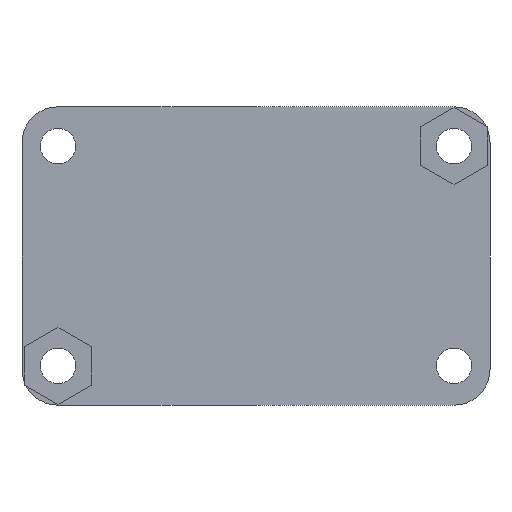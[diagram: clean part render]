
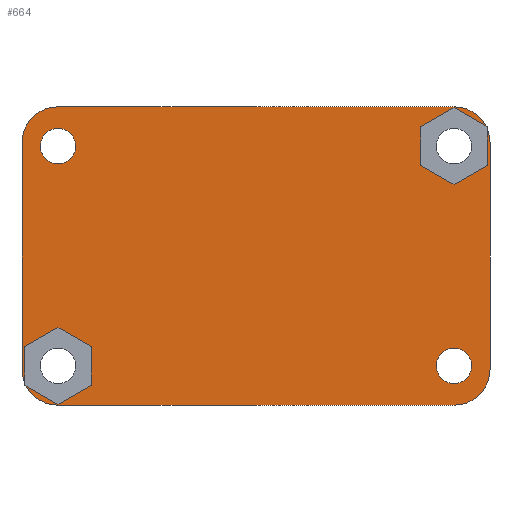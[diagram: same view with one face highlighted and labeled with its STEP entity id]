
A CAD part, front view. The second image highlights one B-rep face of the part: STEP entity #664.
In plain terms, the highlighted planar face has unit normal (0, -1, 0).
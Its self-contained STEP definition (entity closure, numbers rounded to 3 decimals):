
#16=FACE_BOUND('',#108,.T.);
#17=FACE_BOUND('',#109,.T.);
#18=FACE_BOUND('',#110,.T.);
#19=FACE_BOUND('',#111,.T.);
#30=CIRCLE('',#713,1.25);
#32=CIRCLE('',#716,1.25);
#34=CIRCLE('',#719,1.25);
#36=CIRCLE('',#722,1.25);
#38=CIRCLE('',#725,2.54);
#39=CIRCLE('',#728,2.54);
#40=CIRCLE('',#729,2.54);
#41=CIRCLE('',#730,2.54);
#70=FACE_OUTER_BOUND('',#107,.T.);
#107=EDGE_LOOP('',(#480,#481,#482,#483,#484,#485,#486,#487));
#108=EDGE_LOOP('',(#488));
#109=EDGE_LOOP('',(#489));
#110=EDGE_LOOP('',(#490));
#111=EDGE_LOOP('',(#491));
#164=LINE('',#1010,#234);
#167=LINE('',#1016,#237);
#168=LINE('',#1020,#238);
#169=LINE('',#1024,#239);
#234=VECTOR('',#825,10.);
#237=VECTOR('',#830,10.);
#238=VECTOR('',#833,10.);
#239=VECTOR('',#836,10.);
#295=VERTEX_POINT('',#978);
#297=VERTEX_POINT('',#984);
#299=VERTEX_POINT('',#990);
#301=VERTEX_POINT('',#996);
#304=VERTEX_POINT('',#1003);
#305=VERTEX_POINT('',#1005);
#306=VERTEX_POINT('',#1009);
#308=VERTEX_POINT('',#1015);
#309=VERTEX_POINT('',#1017);
#310=VERTEX_POINT('',#1019);
#311=VERTEX_POINT('',#1021);
#312=VERTEX_POINT('',#1023);
#360=EDGE_CURVE('',#295,#295,#30,.T.);
#363=EDGE_CURVE('',#297,#297,#32,.T.);
#366=EDGE_CURVE('',#299,#299,#34,.T.);
#369=EDGE_CURVE('',#301,#301,#36,.T.);
#372=EDGE_CURVE('',#304,#305,#38,.T.);
#374=EDGE_CURVE('',#306,#305,#164,.T.);
#377=EDGE_CURVE('',#304,#308,#167,.T.);
#378=EDGE_CURVE('',#309,#308,#39,.T.);
#379=EDGE_CURVE('',#309,#310,#168,.T.);
#380=EDGE_CURVE('',#311,#310,#40,.T.);
#381=EDGE_CURVE('',#311,#312,#169,.T.);
#382=EDGE_CURVE('',#306,#312,#41,.T.);
#480=ORIENTED_EDGE('',*,*,#372,.F.);
#481=ORIENTED_EDGE('',*,*,#377,.T.);
#482=ORIENTED_EDGE('',*,*,#378,.F.);
#483=ORIENTED_EDGE('',*,*,#379,.T.);
#484=ORIENTED_EDGE('',*,*,#380,.F.);
#485=ORIENTED_EDGE('',*,*,#381,.T.);
#486=ORIENTED_EDGE('',*,*,#382,.F.);
#487=ORIENTED_EDGE('',*,*,#374,.T.);
#488=ORIENTED_EDGE('',*,*,#360,.T.);
#489=ORIENTED_EDGE('',*,*,#363,.T.);
#490=ORIENTED_EDGE('',*,*,#366,.T.);
#491=ORIENTED_EDGE('',*,*,#369,.T.);
#622=PLANE('',#727);
#664=ADVANCED_FACE('',(#70,#16,#17,#18,#19),#622,.F.);
#713=AXIS2_PLACEMENT_3D('',#980,#792,#793);
#716=AXIS2_PLACEMENT_3D('',#986,#799,#800);
#719=AXIS2_PLACEMENT_3D('',#992,#806,#807);
#722=AXIS2_PLACEMENT_3D('',#998,#813,#814);
#725=AXIS2_PLACEMENT_3D('',#1006,#820,#821);
#727=AXIS2_PLACEMENT_3D('',#1014,#828,#829);
#728=AXIS2_PLACEMENT_3D('',#1018,#831,#832);
#729=AXIS2_PLACEMENT_3D('',#1022,#834,#835);
#730=AXIS2_PLACEMENT_3D('',#1025,#837,#838);
#792=DIRECTION('center_axis',(0.,1.,0.));
#793=DIRECTION('ref_axis',(-1.,0.,0.));
#799=DIRECTION('center_axis',(0.,1.,0.));
#800=DIRECTION('ref_axis',(-1.,0.,0.));
#806=DIRECTION('center_axis',(0.,1.,0.));
#807=DIRECTION('ref_axis',(-1.,0.,0.));
#813=DIRECTION('center_axis',(0.,1.,0.));
#814=DIRECTION('ref_axis',(-1.,0.,0.));
#820=DIRECTION('center_axis',(0.,1.,0.));
#821=DIRECTION('ref_axis',(-0.707,0.,-0.707));
#825=DIRECTION('',(0.,0.,-1.));
#828=DIRECTION('center_axis',(0.,1.,0.));
#829=DIRECTION('ref_axis',(1.,0.,0.));
#830=DIRECTION('',(1.,0.,0.));
#831=DIRECTION('center_axis',(0.,1.,0.));
#832=DIRECTION('ref_axis',(0.707,0.,-0.707));
#833=DIRECTION('',(0.,0.,1.));
#834=DIRECTION('center_axis',(0.,1.,0.));
#835=DIRECTION('ref_axis',(0.707,0.,0.707));
#836=DIRECTION('',(-1.,0.,0.));
#837=DIRECTION('center_axis',(0.,1.,0.));
#838=DIRECTION('ref_axis',(-0.707,0.,0.707));
#978=CARTESIAN_POINT('',(3.79,0.,18.28));
#980=CARTESIAN_POINT('Origin',(2.54,0.,18.28));
#984=CARTESIAN_POINT('',(31.73,0.,18.28));
#986=CARTESIAN_POINT('Origin',(30.48,0.,18.28));
#990=CARTESIAN_POINT('',(3.79,0.,2.77));
#992=CARTESIAN_POINT('Origin',(2.54,0.,2.77));
#996=CARTESIAN_POINT('',(31.73,0.,2.77));
#998=CARTESIAN_POINT('Origin',(30.48,0.,2.77));
#1003=CARTESIAN_POINT('',(2.54,0.,0.));
#1005=CARTESIAN_POINT('',(0.,0.,2.54));
#1006=CARTESIAN_POINT('Origin',(2.54,0.,2.54));
#1009=CARTESIAN_POINT('',(0.,0.,18.51));
#1010=CARTESIAN_POINT('',(0.,0.,21.05));
#1014=CARTESIAN_POINT('Origin',(16.51,0.,10.525));
#1015=CARTESIAN_POINT('',(30.48,0.,0.));
#1016=CARTESIAN_POINT('',(0.,0.,0.));
#1017=CARTESIAN_POINT('',(33.02,0.,2.54));
#1018=CARTESIAN_POINT('Origin',(30.48,0.,2.54));
#1019=CARTESIAN_POINT('',(33.02,0.,18.51));
#1020=CARTESIAN_POINT('',(33.02,0.,0.));
#1021=CARTESIAN_POINT('',(30.48,0.,21.05));
#1022=CARTESIAN_POINT('Origin',(30.48,0.,18.51));
#1023=CARTESIAN_POINT('',(2.54,0.,21.05));
#1024=CARTESIAN_POINT('',(33.02,0.,21.05));
#1025=CARTESIAN_POINT('Origin',(2.54,0.,18.51));
